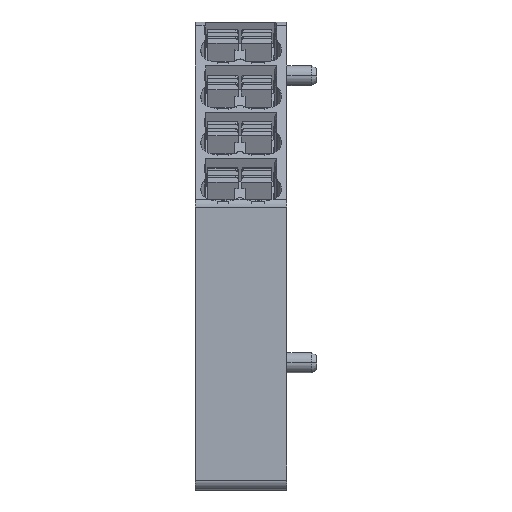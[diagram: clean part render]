
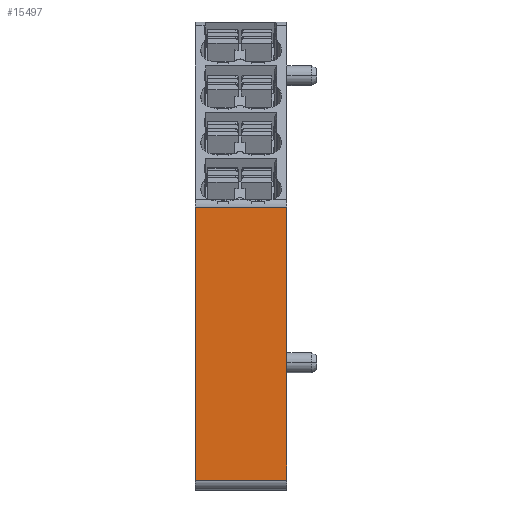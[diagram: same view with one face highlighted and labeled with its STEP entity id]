
A CAD part, front view. The second image highlights one B-rep face of the part: STEP entity #15497.
In plain terms, the highlighted planar face has unit normal (0, -1, 0).
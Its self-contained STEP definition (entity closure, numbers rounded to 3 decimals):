
#15470=AXIS2_PLACEMENT_3D('Plane Axis2P3D',#15467,#15468,#15469) ;
#15436=CARTESIAN_POINT('Vertex',(0.,0.,28.397)) ;
#15439=CARTESIAN_POINT('Line Origine',(4.6,0.,28.397)) ;
#15443=CARTESIAN_POINT('Vertex',(9.2,0.,28.397)) ;
#15467=CARTESIAN_POINT('Axis2P3D Location',(0.,0.,10.6)) ;
#15472=CARTESIAN_POINT('Line Origine',(9.2,0.,14.699)) ;
#15476=CARTESIAN_POINT('Vertex',(9.2,0.,1.)) ;
#15479=CARTESIAN_POINT('Line Origine',(0.,0.,14.699)) ;
#15483=CARTESIAN_POINT('Vertex',(0.,0.,1.)) ;
#15486=CARTESIAN_POINT('Line Origine',(4.6,0.,1.)) ;
#15440=DIRECTION('Vector Direction',(-1.,0.,0.)) ;
#15468=DIRECTION('Axis2P3D Direction',(0.,1.,0.)) ;
#15469=DIRECTION('Axis2P3D XDirection',(0.,0.,1.)) ;
#15473=DIRECTION('Vector Direction',(0.,0.,-1.)) ;
#15480=DIRECTION('Vector Direction',(0.,0.,-1.)) ;
#15487=DIRECTION('Vector Direction',(1.,0.,0.)) ;
#15441=VECTOR('Line Direction',#15440,1.) ;
#15474=VECTOR('Line Direction',#15473,1.) ;
#15481=VECTOR('Line Direction',#15480,1.) ;
#15488=VECTOR('Line Direction',#15487,1.) ;
#15492=ORIENTED_EDGE('',*,*,#15478,.T.) ;
#15493=ORIENTED_EDGE('',*,*,#15445,.F.) ;
#15494=ORIENTED_EDGE('',*,*,#15485,.F.) ;
#15495=ORIENTED_EDGE('',*,*,#15490,.T.) ;
#15497=ADVANCED_FACE('Hauptk\X2\00F6\X0\rper',(#15496),#15471,.F.) ;
#15445=EDGE_CURVE('',#15437,#15444,#15442,.F.) ;
#15478=EDGE_CURVE('',#15477,#15444,#15475,.F.) ;
#15485=EDGE_CURVE('',#15484,#15437,#15482,.F.) ;
#15490=EDGE_CURVE('',#15484,#15477,#15489,.T.) ;
#15491=EDGE_LOOP('',(#15492,#15493,#15494,#15495)) ;
#15496=FACE_OUTER_BOUND('',#15491,.T.) ;
#15442=LINE('Line',#15439,#15441) ;
#15475=LINE('Line',#15472,#15474) ;
#15482=LINE('Line',#15479,#15481) ;
#15489=LINE('Line',#15486,#15488) ;
#15471=PLANE('',#15470) ;
#15437=VERTEX_POINT('',#15436) ;
#15444=VERTEX_POINT('',#15443) ;
#15477=VERTEX_POINT('',#15476) ;
#15484=VERTEX_POINT('',#15483) ;
